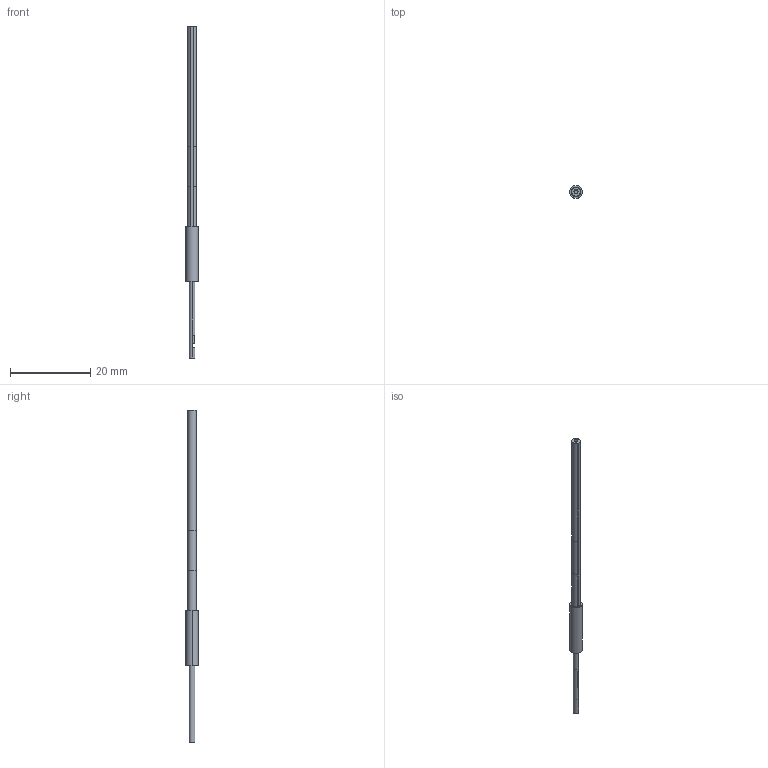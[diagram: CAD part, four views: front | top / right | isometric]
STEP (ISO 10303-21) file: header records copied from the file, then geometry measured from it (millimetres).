
FILE_DESCRIPTION((''),'2;1');
FILE_NAME('194018_ASM','2016-04-01T',('PDMAdmin'),(''),'PRO/ENGINEER BY PARAMETRIC TECHNOLOGY CORPORATION, 2013230','PRO/ENGINEER BY PARAMETRIC TECHNOLOGY CORPORATION, 2013230','');
FILE_SCHEMA(('CONFIG_CONTROL_DESIGN'));
Length unit declared in the file: inch
Products named in the file (6): 35314; 34647_51798; 10147_SPLIT_SINGLE; FIBER_CORE_1MM_45_DEG; 51798_ASM; 194018_ASM
Assembly tree (5 placements, depth 3):
  194018_ASM
    51798_ASM
      35314
      34647_51798
      10147_SPLIT_SINGLE
      FIBER_CORE_1MM_45_DEG
Bounding box: 3.17 x 3.17 x 82.99 mm (x, y, z)
Volume: 239.8 mm3; surface area: 965.5 mm2
Topology: 4 solids, 4 shells, 44 faces, 94 edges, 56 vertices
Faces by surface type: cylinder 24, plane 13, cone 4, bspline 3
Entity records: 1470 total; most frequent: CARTESIAN_POINT 332, DIRECTION 246, ORIENTED_EDGE 188, AXIS2_PLACEMENT_3D 102, EDGE_CURVE 94, VERTEX_POINT 56, EDGE_LOOP 50, CIRCLE 46
